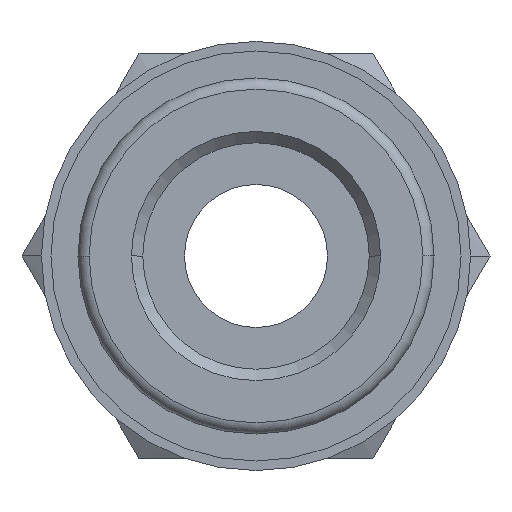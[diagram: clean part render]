
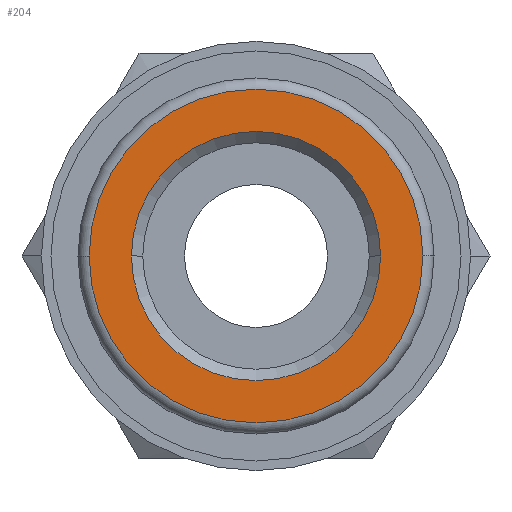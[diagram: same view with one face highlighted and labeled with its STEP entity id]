
A CAD part, front view. The second image highlights one B-rep face of the part: STEP entity #204.
In plain terms, the highlighted planar face has unit normal (0, -1, 0).
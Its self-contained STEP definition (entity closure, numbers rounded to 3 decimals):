
#204=ADVANCED_FACE('',(#423,#424),#425,.T.);
#423=FACE_BOUND('',#646,.T.);
#424=FACE_OUTER_BOUND('',#647,.T.);
#425=PLANE('',#648);
#646=EDGE_LOOP('',(#1146,#1147));
#647=EDGE_LOOP('',(#1148,#1149));
#648=AXIS2_PLACEMENT_3D('',#1150,#1151,#1152);
#1146=ORIENTED_EDGE('',*,*,#1369,.T.);
#1147=ORIENTED_EDGE('',*,*,#1337,.T.);
#1148=ORIENTED_EDGE('',*,*,#1432,.T.);
#1149=ORIENTED_EDGE('',*,*,#1398,.T.);
#1150=CARTESIAN_POINT('',(0.0,0.0,0.0));
#1151=DIRECTION('',(0.0,-1.0,0.0));
#1152=DIRECTION('',(-1.0,0.0,0.0));
#1337=EDGE_CURVE('',#1603,#1606,#1608,.T.);
#1369=EDGE_CURVE('',#1606,#1603,#1651,.T.);
#1398=EDGE_CURVE('',#1685,#1683,#1686,.T.);
#1432=EDGE_CURVE('',#1683,#1685,#1724,.T.);
#1603=VERTEX_POINT('',#2103);
#1606=VERTEX_POINT('',#2107);
#1608=CIRCLE('',#2110,5.225);
#1651=CIRCLE('',#2182,5.225);
#1683=VERTEX_POINT('',#2251);
#1685=VERTEX_POINT('',#2254);
#1686=CIRCLE('',#2255,7.0);
#1724=CIRCLE('',#2320,7.0);
#2103=CARTESIAN_POINT('',(5.225,0.0,0.));
#2107=CARTESIAN_POINT('',(-5.225,0.0,0.));
#2110=AXIS2_PLACEMENT_3D('',#2475,#2476,#2477);
#2182=AXIS2_PLACEMENT_3D('',#2521,#2522,#2523);
#2251=CARTESIAN_POINT('',(7.0,0.0,0.0));
#2254=CARTESIAN_POINT('',(-7.0,0.0,0.));
#2255=AXIS2_PLACEMENT_3D('',#2562,#2563,#2564);
#2320=AXIS2_PLACEMENT_3D('',#2597,#2598,#2599);
#2475=CARTESIAN_POINT('',(0.0,0.0,0.0));
#2476=DIRECTION('',(-0.0,1.0,0.0));
#2477=DIRECTION('',(1.0,0.0,0.0));
#2521=CARTESIAN_POINT('',(0.0,0.0,0.0));
#2522=DIRECTION('',(-0.0,1.0,0.0));
#2523=DIRECTION('',(1.0,0.0,0.0));
#2562=CARTESIAN_POINT('',(0.0,0.0,0.0));
#2563=DIRECTION('',(0.0,-1.0,0.0));
#2564=DIRECTION('',(1.0,0.0,0.0));
#2597=CARTESIAN_POINT('',(0.0,0.0,0.0));
#2598=DIRECTION('',(0.0,-1.0,0.0));
#2599=DIRECTION('',(1.0,0.0,0.0));
